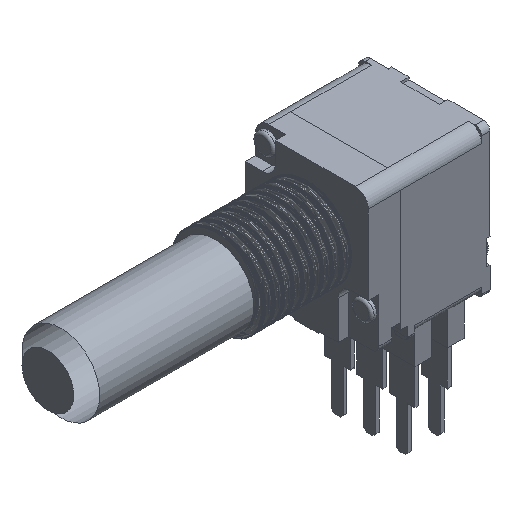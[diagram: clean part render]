
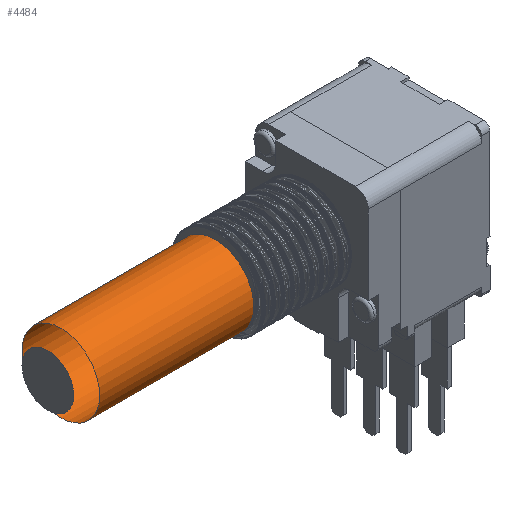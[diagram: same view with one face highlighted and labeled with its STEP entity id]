
A CAD part, isometric view. The second image highlights one B-rep face of the part: STEP entity #4484.
In plain terms, the highlighted cylindrical face has radius 3 mm (diameter 6 mm), a full revolution.
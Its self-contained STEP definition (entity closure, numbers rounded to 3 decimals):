
#550=FACE_OUTER_BOUND('',#804,.T.);
#804=EDGE_LOOP('',(#4002,#4003,#4004,#4005,#4006,#4007));
#1229=LINE('',#27738,#1650);
#1650=VECTOR('',#5825,3.);
#1762=CIRCLE('',#4803,3.);
#1763=CIRCLE('',#4804,3.);
#1764=CIRCLE('',#4805,3.);
#1765=CIRCLE('',#4806,3.);
#2164=VERTEX_POINT('',#27734);
#2165=VERTEX_POINT('',#27735);
#2166=VERTEX_POINT('',#27737);
#2167=VERTEX_POINT('',#27739);
#2779=EDGE_CURVE('',#2164,#2165,#1762,.T.);
#2780=EDGE_CURVE('',#2165,#2166,#1229,.T.);
#2781=EDGE_CURVE('',#2167,#2166,#1763,.T.);
#2782=EDGE_CURVE('',#2166,#2167,#1764,.T.);
#2783=EDGE_CURVE('',#2165,#2164,#1765,.T.);
#4002=ORIENTED_EDGE('',*,*,#2779,.T.);
#4003=ORIENTED_EDGE('',*,*,#2780,.T.);
#4004=ORIENTED_EDGE('',*,*,#2781,.F.);
#4005=ORIENTED_EDGE('',*,*,#2782,.F.);
#4006=ORIENTED_EDGE('',*,*,#2780,.F.);
#4007=ORIENTED_EDGE('',*,*,#2783,.T.);
#4059=CYLINDRICAL_SURFACE('',#4802,3.);
#4484=ADVANCED_FACE('',(#550),#4059,.T.);
#4802=AXIS2_PLACEMENT_3D('',#27733,#5821,#5822);
#4803=AXIS2_PLACEMENT_3D('',#27736,#5823,#5824);
#4804=AXIS2_PLACEMENT_3D('',#27740,#5826,#5827);
#4805=AXIS2_PLACEMENT_3D('',#27741,#5828,#5829);
#4806=AXIS2_PLACEMENT_3D('',#27742,#5830,#5831);
#5821=DIRECTION('center_axis',(1.,0.,0.));
#5822=DIRECTION('ref_axis',(0.,-1.,0.));
#5823=DIRECTION('center_axis',(-1.,0.,0.));
#5824=DIRECTION('ref_axis',(0.,-1.,0.));
#5825=DIRECTION('',(-1.,0.,0.));
#5826=DIRECTION('center_axis',(-1.,0.,0.));
#5827=DIRECTION('ref_axis',(0.,-1.,0.));
#5828=DIRECTION('center_axis',(-1.,0.,0.));
#5829=DIRECTION('ref_axis',(0.,-1.,0.));
#5830=DIRECTION('center_axis',(-1.,0.,0.));
#5831=DIRECTION('ref_axis',(0.,-1.,0.));
#27733=CARTESIAN_POINT('Origin',(-6.995,0.005,6.504));
#27734=CARTESIAN_POINT('',(-6.995,-2.995,6.504));
#27735=CARTESIAN_POINT('',(-6.995,3.005,6.504));
#27736=CARTESIAN_POINT('Origin',(-6.995,0.005,6.504));
#27737=CARTESIAN_POINT('',(-18.895,3.005,6.504));
#27738=CARTESIAN_POINT('',(-6.995,3.005,6.504));
#27739=CARTESIAN_POINT('',(-18.895,-2.995,6.504));
#27740=CARTESIAN_POINT('Origin',(-18.895,0.005,6.504));
#27741=CARTESIAN_POINT('Origin',(-18.895,0.005,6.504));
#27742=CARTESIAN_POINT('Origin',(-6.995,0.005,6.504));
